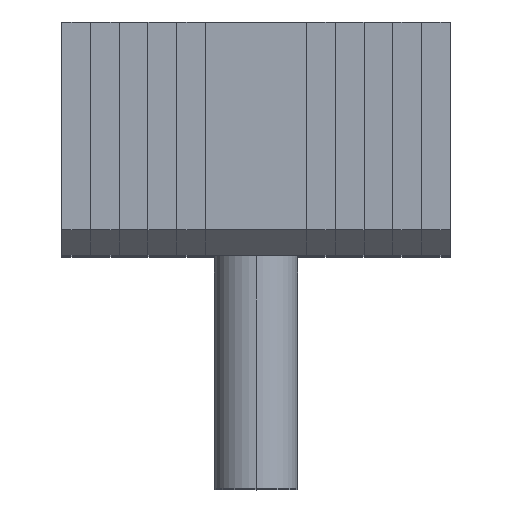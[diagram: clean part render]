
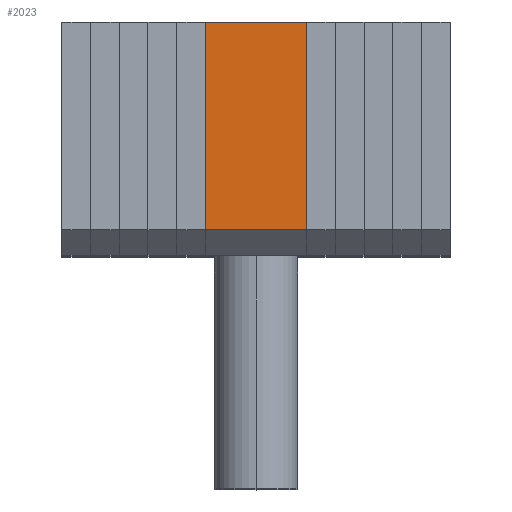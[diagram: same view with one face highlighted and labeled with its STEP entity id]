
A CAD part, top view. The second image highlights one B-rep face of the part: STEP entity #2023.
In plain terms, the highlighted planar face has unit normal (0, 0, 1).
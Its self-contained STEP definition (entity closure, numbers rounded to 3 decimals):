
#12 = LINE ( 'NONE', #3488, #1339 ) ;
#241 = CARTESIAN_POINT ( 'NONE',  ( 2.6, 6.5, 30. ) ) ;
#342 = DIRECTION ( 'NONE',  ( 0., 0., -1. ) ) ;
#435 = LINE ( 'NONE', #459, #3060 ) ;
#442 = VERTEX_POINT ( 'NONE', #3168 ) ;
#459 = CARTESIAN_POINT ( 'NONE',  ( 2.6, -4.2, 30. ) ) ;
#726 = CARTESIAN_POINT ( 'NONE',  ( -2.6, -4.2, 30. ) ) ;
#886 = VECTOR ( 'NONE', #1709, 1000. ) ;
#930 = CARTESIAN_POINT ( 'NONE',  ( 2.6, 6.5, 30. ) ) ;
#969 = VERTEX_POINT ( 'NONE', #726 ) ;
#1081 = EDGE_CURVE ( 'NONE', #442, #969, #435, .T. ) ;
#1339 = VECTOR ( 'NONE', #3061, 1000. ) ;
#1387 = EDGE_CURVE ( 'NONE', #1794, #442, #3761, .T. ) ;
#1478 = DIRECTION ( 'NONE',  ( -1., 0., 0. ) ) ;
#1709 = DIRECTION ( 'NONE',  ( 0., -1., 0. ) ) ;
#1764 = VERTEX_POINT ( 'NONE', #2288 ) ;
#1794 = VERTEX_POINT ( 'NONE', #241 ) ;
#2023 = ADVANCED_FACE ( 'NONE', ( #3453 ), #3786, .F. ) ;
#2041 = CARTESIAN_POINT ( 'NONE',  ( 2.6, 0., 30. ) ) ;
#2049 = ORIENTED_EDGE ( 'NONE', *, *, #1387, .F. ) ;
#2112 = CARTESIAN_POINT ( 'NONE',  ( 2.6, 0., 30. ) ) ;
#2288 = CARTESIAN_POINT ( 'NONE',  ( -2.6, 6.5, 30. ) ) ;
#2399 = DIRECTION ( 'NONE',  ( -1., 0., 0. ) ) ;
#3022 = LINE ( 'NONE', #930, #3151 ) ;
#3060 = VECTOR ( 'NONE', #1478, 1000. ) ;
#3061 = DIRECTION ( 'NONE',  ( 0., -1., 0. ) ) ;
#3084 = EDGE_CURVE ( 'NONE', #1794, #1764, #3022, .T. ) ;
#3151 = VECTOR ( 'NONE', #4363, 1000. ) ;
#3168 = CARTESIAN_POINT ( 'NONE',  ( 2.6, -4.2, 30. ) ) ;
#3332 = EDGE_CURVE ( 'NONE', #1764, #969, #12, .T. ) ;
#3423 = AXIS2_PLACEMENT_3D ( 'NONE', #2112, #342, #2399 ) ;
#3453 = FACE_OUTER_BOUND ( 'NONE', #4268, .T. ) ;
#3488 = CARTESIAN_POINT ( 'NONE',  ( -2.6, 0., 30. ) ) ;
#3614 = ORIENTED_EDGE ( 'NONE', *, *, #3084, .T. ) ;
#3761 = LINE ( 'NONE', #2041, #886 ) ;
#3786 = PLANE ( 'NONE',  #3423 ) ;
#4232 = ORIENTED_EDGE ( 'NONE', *, *, #1081, .F. ) ;
#4242 = ORIENTED_EDGE ( 'NONE', *, *, #3332, .T. ) ;
#4268 = EDGE_LOOP ( 'NONE', ( #4242, #4232, #2049, #3614 ) ) ;
#4363 = DIRECTION ( 'NONE',  ( -1., 0., 0. ) ) ;
